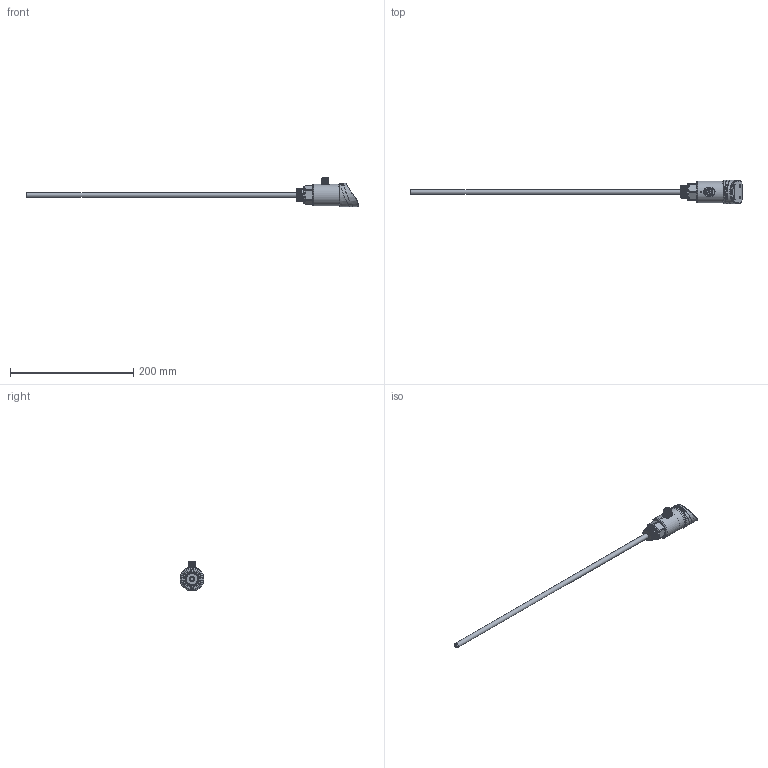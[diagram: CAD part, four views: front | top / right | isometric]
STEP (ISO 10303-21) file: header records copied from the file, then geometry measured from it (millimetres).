
FILE_DESCRIPTION(/* description */ (''),/* implementation_level */ '2;1');
FILE_NAME(/* name */ 'TS500-C0100A3G12ML450D8 2023.11.03.stp',/* time_stamp */ '2023-11-03T09:41:06+08:00',/* author */ (''),/* organization */ (''),/* preprocessor_version */ 'ST-DEVELOPER v16.7',/* originating_system */ 'SIEMENS PLM Software NX 12.0',/* authorisation */ '');
FILE_SCHEMA (('AUTOMOTIVE_DESIGN { 1 0 10303 214 3 1 1 1 }'));
Length unit declared in the file: millimetre
Products named in the file (1): TS500-C0100A3G12ML450D8  2023.11.03
Bounding box: 538 x 38 x 47.7 mm (x, y, z)
Volume: 58105.1 mm3; surface area: 37923 mm2
Topology: 7 solids, 10 shells, 713 faces, 1850 edges, 1198 vertices
Faces by surface type: plane 314, cylinder 130, extrusion 97, cone 77, bspline 44, torus 31, sphere 20
Full cylindrical faces by diameter (mm): 1.689 x1, 2 x1, 2.7 x6, 3.5 x3, 8 x1, 18.4 x1, 24 x1, 26 x3, 31.7 x1, 32 x1, 33 x1, 34.5 x1, 35.5 x2
Entity records: 28777 total; most frequent: CARTESIAN_POINT 12504, ORIENTED_EDGE 3494, DIRECTION 2888, EDGE_CURVE 1747, VERTEX_POINT 1169, AXIS2_PLACEMENT_3D 1079, EDGE_LOOP 840, VECTOR 730
